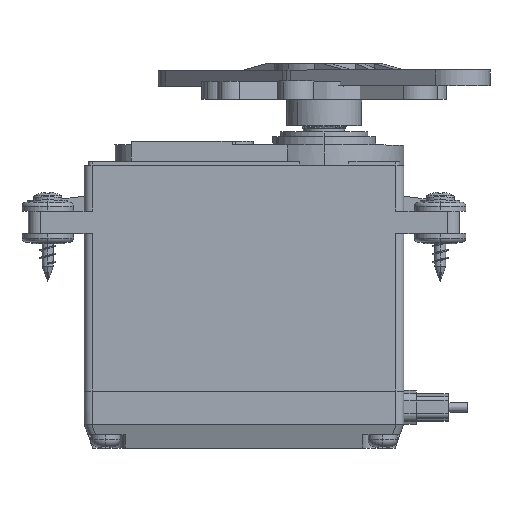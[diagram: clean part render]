
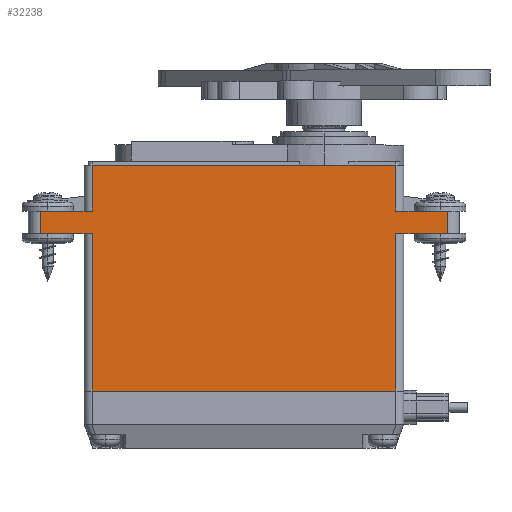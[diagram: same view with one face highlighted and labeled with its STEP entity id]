
A CAD part, top view. The second image highlights one B-rep face of the part: STEP entity #32238.
In plain terms, the highlighted planar face has unit normal (0, 0, 1).
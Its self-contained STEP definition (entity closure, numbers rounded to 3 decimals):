
#891 = EDGE_CURVE ( 'NONE', #35378, #47359, #18581, .T. ) ;
#904 = CARTESIAN_POINT ( 'NONE',  ( -25.7, 2.8, 10.05 ) ) ;
#1049 = DIRECTION ( 'NONE',  ( 1., 0., 0. ) ) ;
#2316 = CARTESIAN_POINT ( 'NONE',  ( -25.7, 0., 10.05 ) ) ;
#2724 = DIRECTION ( 'NONE',  ( -1., 0., 0. ) ) ;
#4051 = LINE ( 'NONE', #11630, #48183 ) ;
#5161 = CARTESIAN_POINT ( 'NONE',  ( 25.7, 2.8, 10.05 ) ) ;
#5410 = DIRECTION ( 'NONE',  ( 0., 1., 0. ) ) ;
#6322 = VECTOR ( 'NONE', #2724, 1000. ) ;
#7907 = CARTESIAN_POINT ( 'NONE',  ( 10.1, 8.6, 10.05 ) ) ;
#8555 = VECTOR ( 'NONE', #5410, 1000. ) ;
#8816 = LINE ( 'NONE', #21065, #39010 ) ;
#9252 = ORIENTED_EDGE ( 'NONE', *, *, #891, .T. ) ;
#9900 = ORIENTED_EDGE ( 'NONE', *, *, #18337, .T. ) ;
#10046 = VECTOR ( 'NONE', #49470, 1000. ) ;
#10150 = CARTESIAN_POINT ( 'NONE',  ( 0., -19.9, 10.05 ) ) ;
#10420 = CARTESIAN_POINT ( 'NONE',  ( -27.2, 2.8, 10.05 ) ) ;
#10486 = ORIENTED_EDGE ( 'NONE', *, *, #33307, .T. ) ;
#11243 = LINE ( 'NONE', #30529, #10046 ) ;
#11427 = DIRECTION ( 'NONE',  ( -1., 0., 0. ) ) ;
#11623 = ORIENTED_EDGE ( 'NONE', *, *, #20161, .T. ) ;
#11630 = CARTESIAN_POINT ( 'NONE',  ( -25.7, 0., 10.05 ) ) ;
#12020 = LINE ( 'NONE', #13111, #45843 ) ;
#12555 = ORIENTED_EDGE ( 'NONE', *, *, #17062, .T. ) ;
#12843 = EDGE_LOOP ( 'NONE', ( #49052, #11623, #14127, #41704, #21092, #16401, #10486, #12555, #9252, #33235, #28993, #9900, #14046 ) ) ;
#12878 = CARTESIAN_POINT ( 'NONE',  ( 19.15, 0., 10.05 ) ) ;
#13071 = VERTEX_POINT ( 'NONE', #34751 ) ;
#13111 = CARTESIAN_POINT ( 'NONE',  ( 25.7, 2.8, 10.05 ) ) ;
#14046 = ORIENTED_EDGE ( 'NONE', *, *, #43703, .T. ) ;
#14127 = ORIENTED_EDGE ( 'NONE', *, *, #14270, .T. ) ;
#14270 = EDGE_CURVE ( 'NONE', #30414, #34410, #8816, .T. ) ;
#14357 = VERTEX_POINT ( 'NONE', #2316 ) ;
#15199 = LINE ( 'NONE', #12878, #8555 ) ;
#15451 = AXIS2_PLACEMENT_3D ( 'NONE', #43242, #47486, #1049 ) ;
#15977 = CARTESIAN_POINT ( 'NONE',  ( 0., 8.6, 10.05 ) ) ;
#16401 = ORIENTED_EDGE ( 'NONE', *, *, #18441, .T. ) ;
#16450 = LINE ( 'NONE', #38576, #37013 ) ;
#16788 = CARTESIAN_POINT ( 'NONE',  ( -19.15, 0., 10.05 ) ) ;
#17062 = EDGE_CURVE ( 'NONE', #18907, #35378, #41233, .T. ) ;
#18337 = EDGE_CURVE ( 'NONE', #14357, #41504, #41425, .T. ) ;
#18441 = EDGE_CURVE ( 'NONE', #46407, #42520, #20218, .T. ) ;
#18524 = DIRECTION ( 'NONE',  ( -1., 0., 0. ) ) ;
#18581 = LINE ( 'NONE', #21398, #31853 ) ;
#18907 = VERTEX_POINT ( 'NONE', #7907 ) ;
#19403 = DIRECTION ( 'NONE',  ( 0., -1., 0. ) ) ;
#20161 = EDGE_CURVE ( 'NONE', #29984, #30414, #15199, .T. ) ;
#20218 = LINE ( 'NONE', #44423, #35926 ) ;
#20302 = DIRECTION ( 'NONE',  ( 1., 0., 0. ) ) ;
#20532 = CARTESIAN_POINT ( 'NONE',  ( 19.15, -19.9, 10.05 ) ) ;
#21065 = CARTESIAN_POINT ( 'NONE',  ( 20.15, 0., 10.05 ) ) ;
#21092 = ORIENTED_EDGE ( 'NONE', *, *, #30383, .T. ) ;
#21398 = CARTESIAN_POINT ( 'NONE',  ( -19.15, 2.8, 10.05 ) ) ;
#22557 = CARTESIAN_POINT ( 'NONE',  ( 19.15, 8.6, 10.05 ) ) ;
#22919 = EDGE_CURVE ( 'NONE', #34410, #40777, #12020, .T. ) ;
#24718 = CARTESIAN_POINT ( 'NONE',  ( 19.15, 0., 10.05 ) ) ;
#26120 = LINE ( 'NONE', #49562, #41802 ) ;
#26357 = VERTEX_POINT ( 'NONE', #904 ) ;
#27688 = CARTESIAN_POINT ( 'NONE',  ( -19.15, 8.6, 10.05 ) ) ;
#28993 = ORIENTED_EDGE ( 'NONE', *, *, #42361, .T. ) ;
#29984 = VERTEX_POINT ( 'NONE', #20532 ) ;
#30383 = EDGE_CURVE ( 'NONE', #40777, #46407, #26120, .T. ) ;
#30414 = VERTEX_POINT ( 'NONE', #24718 ) ;
#30464 = DIRECTION ( 'NONE',  ( -1., 0., 0. ) ) ;
#30529 = CARTESIAN_POINT ( 'NONE',  ( -19.15, -27.1, 10.05 ) ) ;
#31093 = FACE_OUTER_BOUND ( 'NONE', #12843, .T. ) ;
#31853 = VECTOR ( 'NONE', #37092, 1000. ) ;
#32136 = PLANE ( 'NONE',  #15451 ) ;
#32219 = DIRECTION ( 'NONE',  ( 0., 1., 0. ) ) ;
#32238 = ADVANCED_FACE ( 'NONE', ( #31093 ), #32136, .T. ) ;
#32653 = DIRECTION ( 'NONE',  ( 0., 1., 0. ) ) ;
#32861 = CARTESIAN_POINT ( 'NONE',  ( 25.7, 0., 10.05 ) ) ;
#33235 = ORIENTED_EDGE ( 'NONE', *, *, #39872, .T. ) ;
#33307 = EDGE_CURVE ( 'NONE', #42520, #18907, #16450, .T. ) ;
#33620 = CARTESIAN_POINT ( 'NONE',  ( 19.15, 2.8, 10.05 ) ) ;
#34410 = VERTEX_POINT ( 'NONE', #32861 ) ;
#34751 = CARTESIAN_POINT ( 'NONE',  ( -19.15, -19.9, 10.05 ) ) ;
#35378 = VERTEX_POINT ( 'NONE', #27688 ) ;
#35926 = VECTOR ( 'NONE', #32653, 1000. ) ;
#36006 = CARTESIAN_POINT ( 'NONE',  ( -27.2, 0., 10.05 ) ) ;
#36368 = VECTOR ( 'NONE', #46717, 1000. ) ;
#37013 = VECTOR ( 'NONE', #11427, 1000. ) ;
#37092 = DIRECTION ( 'NONE',  ( 0., -1., 0. ) ) ;
#37195 = VECTOR ( 'NONE', #20302, 1000. ) ;
#38562 = EDGE_CURVE ( 'NONE', #29984, #13071, #49866, .T. ) ;
#38576 = CARTESIAN_POINT ( 'NONE',  ( 0., 8.6, 10.05 ) ) ;
#39010 = VECTOR ( 'NONE', #48077, 1000. ) ;
#39872 = EDGE_CURVE ( 'NONE', #47359, #26357, #47180, .T. ) ;
#40548 = VECTOR ( 'NONE', #18524, 1000. ) ;
#40777 = VERTEX_POINT ( 'NONE', #5161 ) ;
#41233 = LINE ( 'NONE', #15977, #36368 ) ;
#41425 = LINE ( 'NONE', #36006, #37195 ) ;
#41504 = VERTEX_POINT ( 'NONE', #16788 ) ;
#41704 = ORIENTED_EDGE ( 'NONE', *, *, #22919, .T. ) ;
#41802 = VECTOR ( 'NONE', #30464, 1000. ) ;
#42361 = EDGE_CURVE ( 'NONE', #26357, #14357, #4051, .T. ) ;
#42520 = VERTEX_POINT ( 'NONE', #22557 ) ;
#43242 = CARTESIAN_POINT ( 'NONE',  ( 0., 0., 10.05 ) ) ;
#43703 = EDGE_CURVE ( 'NONE', #41504, #13071, #11243, .T. ) ;
#44423 = CARTESIAN_POINT ( 'NONE',  ( 19.15, 11.6, 10.05 ) ) ;
#45843 = VECTOR ( 'NONE', #32219, 1000. ) ;
#46407 = VERTEX_POINT ( 'NONE', #33620 ) ;
#46717 = DIRECTION ( 'NONE',  ( -1., 0., 0. ) ) ;
#47180 = LINE ( 'NONE', #10420, #40548 ) ;
#47359 = VERTEX_POINT ( 'NONE', #49551 ) ;
#47486 = DIRECTION ( 'NONE',  ( 0., 0., 1. ) ) ;
#48077 = DIRECTION ( 'NONE',  ( 1., 0., 0. ) ) ;
#48183 = VECTOR ( 'NONE', #19403, 1000. ) ;
#49052 = ORIENTED_EDGE ( 'NONE', *, *, #38562, .F. ) ;
#49470 = DIRECTION ( 'NONE',  ( 0., -1., 0. ) ) ;
#49551 = CARTESIAN_POINT ( 'NONE',  ( -19.15, 2.8, 10.05 ) ) ;
#49562 = CARTESIAN_POINT ( 'NONE',  ( 20.15, 2.8, 10.05 ) ) ;
#49866 = LINE ( 'NONE', #10150, #6322 ) ;
